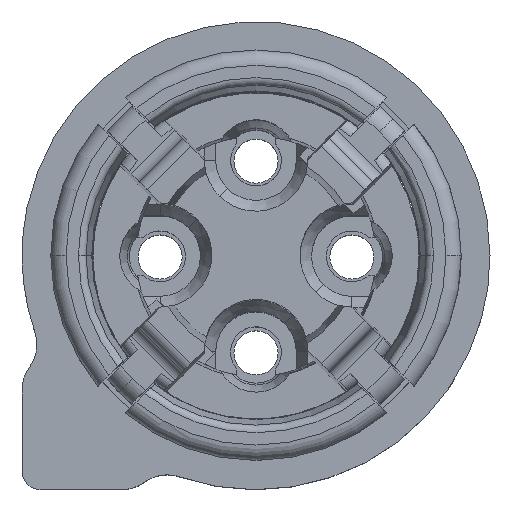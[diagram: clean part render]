
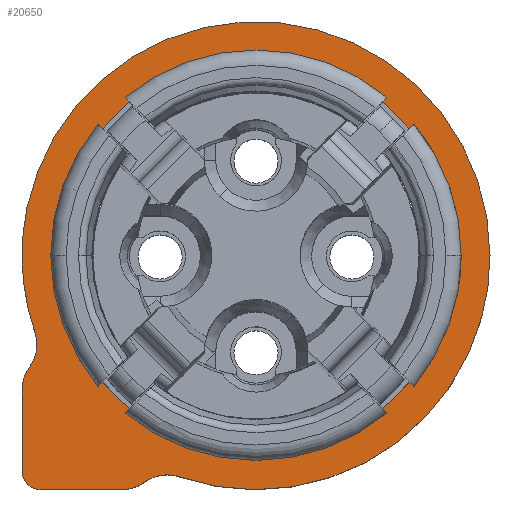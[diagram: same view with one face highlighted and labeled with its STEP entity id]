
A CAD part, top view. The second image highlights one B-rep face of the part: STEP entity #20650.
In plain terms, the highlighted planar face has unit normal (0, 0, 1).
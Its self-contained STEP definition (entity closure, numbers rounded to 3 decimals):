
#18816=AXIS2_PLACEMENT_3D('Circle Axis2P3D',#18814,#18815,$) ;
#18897=AXIS2_PLACEMENT_3D('Circle Axis2P3D',#18895,#18896,$) ;
#18959=AXIS2_PLACEMENT_3D('Circle Axis2P3D',#18957,#18958,$) ;
#19021=AXIS2_PLACEMENT_3D('Circle Axis2P3D',#19019,#19020,$) ;
#19052=AXIS2_PLACEMENT_3D('Circle Axis2P3D',#19050,#19051,$) ;
#20617=AXIS2_PLACEMENT_3D('Plane Axis2P3D',#20614,#20615,#20616) ;
#20634=AXIS2_PLACEMENT_3D('Circle Axis2P3D',#20632,#20633,$) ;
#20643=AXIS2_PLACEMENT_3D('Circle Axis2P3D',#20641,#20642,$) ;
#18710=CARTESIAN_POINT('Vertex',(12.2,6.1,22.85)) ;
#18714=CARTESIAN_POINT('Control Point',(4.11,0.334,22.85)) ;
#18715=CARTESIAN_POINT('Control Point',(6.305,-0.424,22.85)) ;
#18716=CARTESIAN_POINT('Control Point',(8.864,-0.144,22.85)) ;
#18717=CARTESIAN_POINT('Control Point',(11.101,1.45,22.85)) ;
#18718=CARTESIAN_POINT('Control Point',(12.2,3.778,22.85)) ;
#18719=CARTESIAN_POINT('Control Point',(12.2,6.1,22.85)) ;
#18720=CARTESIAN_POINT('Vertex',(4.11,0.334,22.85)) ;
#18754=CARTESIAN_POINT('Vertex',(0.,6.1,22.85)) ;
#18760=CARTESIAN_POINT('Control Point',(12.2,6.1,22.85)) ;
#18761=CARTESIAN_POINT('Control Point',(12.2,7.058,22.85)) ;
#18762=CARTESIAN_POINT('Control Point',(12.012,8.016,22.85)) ;
#18763=CARTESIAN_POINT('Control Point',(11.635,8.925,22.85)) ;
#18764=CARTESIAN_POINT('Control Point',(10.546,10.546,22.85)) ;
#18765=CARTESIAN_POINT('Control Point',(8.925,11.635,22.85)) ;
#18766=CARTESIAN_POINT('Control Point',(8.016,12.012,22.85)) ;
#18767=CARTESIAN_POINT('Control Point',(6.1,12.388,22.85)) ;
#18768=CARTESIAN_POINT('Control Point',(4.184,12.012,22.85)) ;
#18769=CARTESIAN_POINT('Control Point',(3.275,11.635,22.85)) ;
#18770=CARTESIAN_POINT('Control Point',(1.654,10.546,22.85)) ;
#18771=CARTESIAN_POINT('Control Point',(0.565,8.925,22.85)) ;
#18772=CARTESIAN_POINT('Control Point',(0.188,8.016,22.85)) ;
#18773=CARTESIAN_POINT('Control Point',(0.,7.058,22.85)) ;
#18774=CARTESIAN_POINT('Control Point',(0.,6.1,22.85)) ;
#18811=CARTESIAN_POINT('Vertex',(0.334,4.11,22.85)) ;
#18814=CARTESIAN_POINT('Axis2P3D Location',(6.1,6.1,22.85)) ;
#18832=CARTESIAN_POINT('Control Point',(0.334,4.11,22.85)) ;
#18833=CARTESIAN_POINT('Control Point',(0.37,4.006,22.85)) ;
#18834=CARTESIAN_POINT('Control Point',(0.388,3.895,22.85)) ;
#18835=CARTESIAN_POINT('Control Point',(0.388,3.784,22.85)) ;
#18836=CARTESIAN_POINT('Vertex',(0.388,3.784,22.85)) ;
#18874=CARTESIAN_POINT('Vertex',(0.194,3.192,22.85)) ;
#18878=CARTESIAN_POINT('Control Point',(0.388,3.784,22.85)) ;
#18879=CARTESIAN_POINT('Control Point',(0.388,3.573,22.85)) ;
#18880=CARTESIAN_POINT('Control Point',(0.319,3.362,22.85)) ;
#18881=CARTESIAN_POINT('Control Point',(0.194,3.192,22.85)) ;
#18895=CARTESIAN_POINT('Axis2P3D Location',(1.,2.6,22.85)) ;
#18899=CARTESIAN_POINT('Vertex',(0.,2.6,22.85)) ;
#18926=CARTESIAN_POINT('Line Origine',(0.,1.55,22.85)) ;
#18930=CARTESIAN_POINT('Vertex',(0.,0.5,22.85)) ;
#18957=CARTESIAN_POINT('Axis2P3D Location',(0.5,0.5,22.85)) ;
#18961=CARTESIAN_POINT('Vertex',(0.5,0.,22.85)) ;
#18988=CARTESIAN_POINT('Line Origine',(1.55,0.,22.85)) ;
#18992=CARTESIAN_POINT('Vertex',(2.6,0.,22.85)) ;
#19019=CARTESIAN_POINT('Axis2P3D Location',(2.6,1.,22.85)) ;
#19023=CARTESIAN_POINT('Vertex',(3.192,0.194,22.85)) ;
#19050=CARTESIAN_POINT('Axis2P3D Location',(3.784,-0.612,22.85)) ;
#20614=CARTESIAN_POINT('Axis2P3D Location',(6.1,0.925,22.85)) ;
#20632=CARTESIAN_POINT('Axis2P3D Location',(6.1,6.1,22.85)) ;
#20636=CARTESIAN_POINT('Vertex',(11.275,6.1,22.85)) ;
#20638=CARTESIAN_POINT('Vertex',(0.925,6.1,22.85)) ;
#20641=CARTESIAN_POINT('Axis2P3D Location',(6.1,6.1,22.85)) ;
#18815=DIRECTION('Axis2P3D Direction',(0.,0.,1.)) ;
#18896=DIRECTION('Axis2P3D Direction',(0.,0.,1.)) ;
#18927=DIRECTION('Vector Direction',(0.,-1.,0.)) ;
#18958=DIRECTION('Axis2P3D Direction',(0.,0.,1.)) ;
#18989=DIRECTION('Vector Direction',(1.,0.,0.)) ;
#19020=DIRECTION('Axis2P3D Direction',(0.,0.,1.)) ;
#19051=DIRECTION('Axis2P3D Direction',(0.,0.,1.)) ;
#20615=DIRECTION('Axis2P3D Direction',(0.,0.,1.)) ;
#20616=DIRECTION('Axis2P3D XDirection',(-1.,0.,0.)) ;
#20633=DIRECTION('Axis2P3D Direction',(0.,0.,1.)) ;
#20642=DIRECTION('Axis2P3D Direction',(0.,0.,1.)) ;
#18928=VECTOR('Line Direction',#18927,1.) ;
#18990=VECTOR('Line Direction',#18989,1.) ;
#20620=ORIENTED_EDGE('',*,*,#19054,.T.) ;
#20621=ORIENTED_EDGE('',*,*,#18722,.T.) ;
#20622=ORIENTED_EDGE('',*,*,#18775,.T.) ;
#20623=ORIENTED_EDGE('',*,*,#18818,.T.) ;
#20624=ORIENTED_EDGE('',*,*,#18838,.T.) ;
#20625=ORIENTED_EDGE('',*,*,#18882,.T.) ;
#20626=ORIENTED_EDGE('',*,*,#18901,.T.) ;
#20627=ORIENTED_EDGE('',*,*,#18932,.T.) ;
#20628=ORIENTED_EDGE('',*,*,#18963,.T.) ;
#20629=ORIENTED_EDGE('',*,*,#18994,.T.) ;
#20630=ORIENTED_EDGE('',*,*,#19025,.T.) ;
#20647=ORIENTED_EDGE('',*,*,#20640,.F.) ;
#20648=ORIENTED_EDGE('',*,*,#20645,.F.) ;
#20649=FACE_BOUND('',#20646,.T.) ;
#20650=ADVANCED_FACE('Hauptk\X2\00F6\X0\rper',(#20631,#20649),#20618,.T.) ;
#18713=B_SPLINE_CURVE_WITH_KNOTS('',5,(#18714,#18715,#18716,#18717,#18718,#18719),.UNSPECIFIED.,.F.,.U.,(6,6),(-5.804,5.804),.UNSPECIFIED.) ;
#18759=B_SPLINE_CURVE_WITH_KNOTS('',5,(#18760,#18761,#18762,#18763,#18764,#18765,#18766,#18767,#18768,#18769,#18770,#18771,#18772,#18773,#18774),.UNSPECIFIED.,.F.,.U.,(6,3,3,3,6),(-9.582,-4.791,0.,4.791,9.582),.UNSPECIFIED.) ;
#18831=B_SPLINE_CURVE_WITH_KNOTS('',3,(#18832,#18833,#18834,#18835),.UNSPECIFIED.,.F.,.U.,(4,4),(-0.166,0.166),.UNSPECIFIED.) ;
#18877=B_SPLINE_CURVE_WITH_KNOTS('',3,(#18878,#18879,#18880,#18881),.UNSPECIFIED.,.F.,.U.,(4,4),(-0.317,0.317),.UNSPECIFIED.) ;
#18817=CIRCLE('generated circle',#18816,6.1) ;
#18898=CIRCLE('generated circle',#18897,1.) ;
#18960=CIRCLE('generated circle',#18959,0.5) ;
#19022=CIRCLE('generated circle',#19021,1.) ;
#19053=CIRCLE('generated circle',#19052,1.) ;
#20635=CIRCLE('generated circle',#20634,5.175) ;
#20644=CIRCLE('generated circle',#20643,5.175) ;
#18722=EDGE_CURVE('',#18721,#18711,#18713,.T.) ;
#18775=EDGE_CURVE('',#18711,#18755,#18759,.T.) ;
#18818=EDGE_CURVE('',#18755,#18812,#18817,.T.) ;
#18838=EDGE_CURVE('',#18812,#18837,#18831,.T.) ;
#18882=EDGE_CURVE('',#18837,#18875,#18877,.T.) ;
#18901=EDGE_CURVE('',#18875,#18900,#18898,.T.) ;
#18932=EDGE_CURVE('',#18900,#18931,#18929,.T.) ;
#18963=EDGE_CURVE('',#18931,#18962,#18960,.T.) ;
#18994=EDGE_CURVE('',#18962,#18993,#18991,.T.) ;
#19025=EDGE_CURVE('',#18993,#19024,#19022,.T.) ;
#19054=EDGE_CURVE('',#19024,#18721,#19053,.F.) ;
#20640=EDGE_CURVE('',#20637,#20639,#20635,.T.) ;
#20645=EDGE_CURVE('',#20639,#20637,#20644,.T.) ;
#20619=EDGE_LOOP('',(#20620,#20621,#20622,#20623,#20624,#20625,#20626,#20627,#20628,#20629,#20630)) ;
#20646=EDGE_LOOP('',(#20647,#20648)) ;
#20631=FACE_OUTER_BOUND('',#20619,.T.) ;
#18929=LINE('Line',#18926,#18928) ;
#18991=LINE('Line',#18988,#18990) ;
#20618=PLANE('',#20617) ;
#18711=VERTEX_POINT('',#18710) ;
#18721=VERTEX_POINT('',#18720) ;
#18755=VERTEX_POINT('',#18754) ;
#18812=VERTEX_POINT('',#18811) ;
#18837=VERTEX_POINT('',#18836) ;
#18875=VERTEX_POINT('',#18874) ;
#18900=VERTEX_POINT('',#18899) ;
#18931=VERTEX_POINT('',#18930) ;
#18962=VERTEX_POINT('',#18961) ;
#18993=VERTEX_POINT('',#18992) ;
#19024=VERTEX_POINT('',#19023) ;
#20637=VERTEX_POINT('',#20636) ;
#20639=VERTEX_POINT('',#20638) ;
